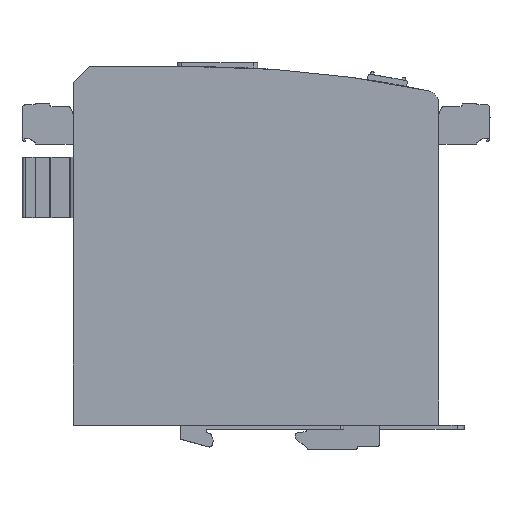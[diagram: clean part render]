
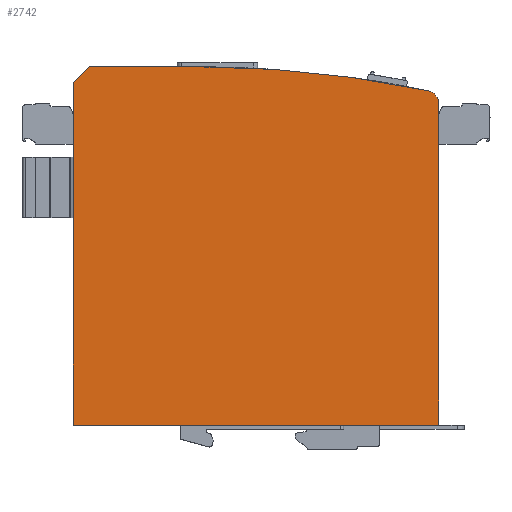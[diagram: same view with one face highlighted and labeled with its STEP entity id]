
A CAD part, top view. The second image highlights one B-rep face of the part: STEP entity #2742.
In plain terms, the highlighted planar face has unit normal (0, 0, 1).
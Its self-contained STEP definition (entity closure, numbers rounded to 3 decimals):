
#604 = ORIENTED_EDGE ( 'NONE', *, *, #6434, .T. ) ;
#618 = LINE ( 'NONE', #12567, #933 ) ;
#933 = VECTOR ( 'NONE', #3615, 1000. ) ;
#1184 = DIRECTION ( 'NONE',  ( 1., 0., 0. ) ) ;
#1221 = AXIS2_PLACEMENT_3D ( 'NONE', #8734, #3430, #11604 ) ;
#1402 = CARTESIAN_POINT ( 'NONE',  ( -65., 1.5, 35. ) ) ;
#1679 = EDGE_CURVE ( 'NONE', #7133, #2438, #10126, .T. ) ;
#1781 = CIRCLE ( 'NONE', #7623, 400.3 ) ;
#1908 = VERTEX_POINT ( 'NONE', #4712 ) ;
#2109 = VERTEX_POINT ( 'NONE', #7444 ) ;
#2125 = DIRECTION ( 'NONE',  ( 1., 0., 0. ) ) ;
#2180 = EDGE_LOOP ( 'NONE', ( #5510, #10068, #4385, #604, #7494, #5203, #5068 ) ) ;
#2191 = AXIS2_PLACEMENT_3D ( 'NONE', #6253, #6067, #10043 ) ;
#2247 = CARTESIAN_POINT ( 'NONE',  ( -21., -271.4, 35. ) ) ;
#2420 = VECTOR ( 'NONE', #2707, 1000. ) ;
#2438 = VERTEX_POINT ( 'NONE', #10770 ) ;
#2707 = DIRECTION ( 'NONE',  ( -0.707, -0.707, 0. ) ) ;
#2742 = ADVANCED_FACE ( 'NONE', ( #9707 ), #7428, .T. ) ;
#2954 = CARTESIAN_POINT ( 'NONE',  ( 60., 1.5, 35. ) ) ;
#2970 = EDGE_CURVE ( 'NONE', #2438, #1908, #6104, .T. ) ;
#3430 = DIRECTION ( 'NONE',  ( 0., 0., 1. ) ) ;
#3510 = DIRECTION ( 'NONE',  ( 0., 1., 0. ) ) ;
#3615 = DIRECTION ( 'NONE',  ( -1., 0., 0. ) ) ;
#4070 = EDGE_CURVE ( 'NONE', #7073, #11699, #12447, .T. ) ;
#4385 = ORIENTED_EDGE ( 'NONE', *, *, #4070, .T. ) ;
#4712 = CARTESIAN_POINT ( 'NONE',  ( 65., 115.512, 35. ) ) ;
#5068 = ORIENTED_EDGE ( 'NONE', *, *, #7832, .T. ) ;
#5203 = ORIENTED_EDGE ( 'NONE', *, *, #2970, .T. ) ;
#5452 = CARTESIAN_POINT ( 'NONE',  ( -59.3, 128.9, 35. ) ) ;
#5510 = ORIENTED_EDGE ( 'NONE', *, *, #9380, .T. ) ;
#5756 = VECTOR ( 'NONE', #3510, 1000. ) ;
#5803 = CARTESIAN_POINT ( 'NONE',  ( -21., 128.9, 35. ) ) ;
#6067 = DIRECTION ( 'NONE',  ( 0., 0., 1. ) ) ;
#6104 = LINE ( 'NONE', #10079, #5756 ) ;
#6177 = DIRECTION ( 'NONE',  ( 0., 0., 1. ) ) ;
#6243 = CARTESIAN_POINT ( 'NONE',  ( -59.3, 128.9, 35. ) ) ;
#6253 = CARTESIAN_POINT ( 'NONE',  ( 60., 115.512, 35. ) ) ;
#6434 = EDGE_CURVE ( 'NONE', #11699, #7133, #8104, .T. ) ;
#6762 = CIRCLE ( 'NONE', #2191, 5. ) ;
#7073 = VERTEX_POINT ( 'NONE', #5452 ) ;
#7133 = VERTEX_POINT ( 'NONE', #1402 ) ;
#7287 = EDGE_CURVE ( 'NONE', #9341, #7073, #618, .T. ) ;
#7428 = PLANE ( 'NONE',  #1221 ) ;
#7444 = CARTESIAN_POINT ( 'NONE',  ( 61.025, 120.406, 35. ) ) ;
#7494 = ORIENTED_EDGE ( 'NONE', *, *, #1679, .T. ) ;
#7583 = VECTOR ( 'NONE', #10372, 1000. ) ;
#7623 = AXIS2_PLACEMENT_3D ( 'NONE', #2247, #6177, #2125 ) ;
#7832 = EDGE_CURVE ( 'NONE', #1908, #2109, #6762, .T. ) ;
#8104 = LINE ( 'NONE', #12083, #7583 ) ;
#8392 = CARTESIAN_POINT ( 'NONE',  ( -65., 123.2, 35. ) ) ;
#8734 = CARTESIAN_POINT ( 'NONE',  ( 60., 115.512, 35. ) ) ;
#9341 = VERTEX_POINT ( 'NONE', #5803 ) ;
#9380 = EDGE_CURVE ( 'NONE', #2109, #9341, #1781, .T. ) ;
#9707 = FACE_OUTER_BOUND ( 'NONE', #2180, .T. ) ;
#10043 = DIRECTION ( 'NONE',  ( 1., 0., 0. ) ) ;
#10068 = ORIENTED_EDGE ( 'NONE', *, *, #7287, .T. ) ;
#10079 = CARTESIAN_POINT ( 'NONE',  ( 65., 115.512, 35. ) ) ;
#10126 = LINE ( 'NONE', #2954, #11266 ) ;
#10372 = DIRECTION ( 'NONE',  ( 0., -1., 0. ) ) ;
#10770 = CARTESIAN_POINT ( 'NONE',  ( 65., 1.5, 35. ) ) ;
#11266 = VECTOR ( 'NONE', #1184, 1000. ) ;
#11604 = DIRECTION ( 'NONE',  ( 1., 0., 0. ) ) ;
#11699 = VERTEX_POINT ( 'NONE', #8392 ) ;
#12083 = CARTESIAN_POINT ( 'NONE',  ( -65., 115.512, 35. ) ) ;
#12447 = LINE ( 'NONE', #6243, #2420 ) ;
#12567 = CARTESIAN_POINT ( 'NONE',  ( 60., 128.9, 35. ) ) ;
